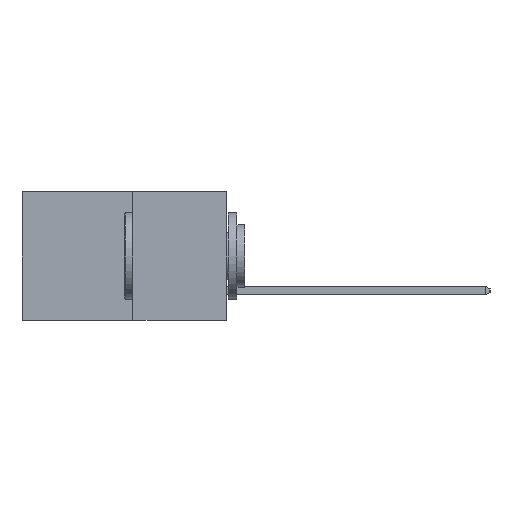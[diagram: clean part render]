
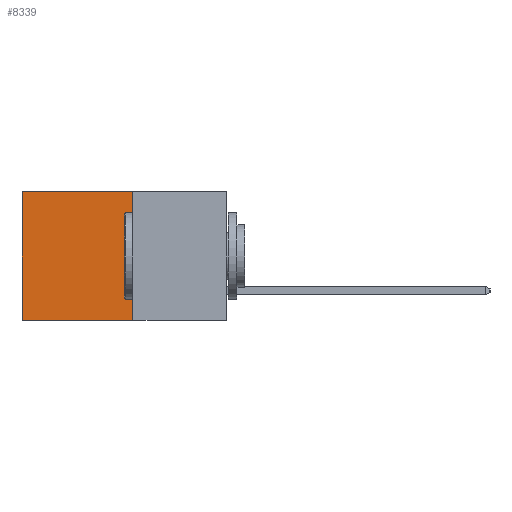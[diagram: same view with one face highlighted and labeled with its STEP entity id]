
A CAD part, left-side view. The second image highlights one B-rep face of the part: STEP entity #8339.
In plain terms, the highlighted planar face has unit normal (-1, 0, 0).
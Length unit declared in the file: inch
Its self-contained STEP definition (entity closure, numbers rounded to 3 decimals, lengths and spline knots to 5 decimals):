
#66 = VERTEX_POINT ( 'NONE', #2229 ) ;
#1001 = FACE_OUTER_BOUND ( 'NONE', #9368, .T. ) ;
#1162 = DIRECTION ( 'NONE',  ( 0., 0., -1. ) ) ;
#1523 = ORIENTED_EDGE ( 'NONE', *, *, #5758, .T. ) ;
#2014 = ORIENTED_EDGE ( 'NONE', *, *, #9288, .F. ) ;
#2206 = PLANE ( 'NONE',  #7424 ) ;
#2229 = CARTESIAN_POINT ( 'NONE',  ( 0.277, 0.59, 0. ) ) ;
#2702 = EDGE_CURVE ( 'NONE', #7026, #66, #9255, .T. ) ;
#3178 = VECTOR ( 'NONE', #7812, 39.37008 ) ;
#3658 = ORIENTED_EDGE ( 'NONE', *, *, #12289, .F. ) ;
#3669 = CARTESIAN_POINT ( 'NONE',  ( 0.277, 0.27, 0. ) ) ;
#3708 = CARTESIAN_POINT ( 'NONE',  ( 0.277, 0.59, -0.37 ) ) ;
#4189 = VECTOR ( 'NONE', #6383, 39.37008 ) ;
#4359 = CARTESIAN_POINT ( 'NONE',  ( 0.277, 0.27, -0.37 ) ) ;
#4530 = LINE ( 'NONE', #11329, #4189 ) ;
#4943 = LINE ( 'NONE', #6988, #10036 ) ;
#5353 = CARTESIAN_POINT ( 'NONE',  ( 0.277, 0.27, -0.37 ) ) ;
#5758 = EDGE_CURVE ( 'NONE', #66, #12709, #9343, .T. ) ;
#6248 = VECTOR ( 'NONE', #10462, 39.37008 ) ;
#6383 = DIRECTION ( 'NONE',  ( 0., 1., 0. ) ) ;
#6988 = CARTESIAN_POINT ( 'NONE',  ( 0.277, 0.27, -0.37 ) ) ;
#7026 = VERTEX_POINT ( 'NONE', #3669 ) ;
#7424 = AXIS2_PLACEMENT_3D ( 'NONE', #5353, #7446, #1162 ) ;
#7446 = DIRECTION ( 'NONE',  ( 1., 0., 0. ) ) ;
#7732 = VERTEX_POINT ( 'NONE', #4359 ) ;
#7812 = DIRECTION ( 'NONE',  ( 0., 0., -1. ) ) ;
#7989 = DIRECTION ( 'NONE',  ( 0., 0., -1. ) ) ;
#8339 = ADVANCED_FACE ( 'NONE', ( #1001 ), #2206, .F. ) ;
#8872 = ORIENTED_EDGE ( 'NONE', *, *, #2702, .T. ) ;
#9255 = LINE ( 'NONE', #12501, #6248 ) ;
#9288 = EDGE_CURVE ( 'NONE', #7026, #7732, #4943, .T. ) ;
#9343 = LINE ( 'NONE', #3708, #3178 ) ;
#9368 = EDGE_LOOP ( 'NONE', ( #1523, #3658, #2014, #8872 ) ) ;
#10036 = VECTOR ( 'NONE', #7989, 39.37008 ) ;
#10462 = DIRECTION ( 'NONE',  ( 0., 1., 0. ) ) ;
#11329 = CARTESIAN_POINT ( 'NONE',  ( 0.277, 0.27, -0.37 ) ) ;
#12289 = EDGE_CURVE ( 'NONE', #7732, #12709, #4530, .T. ) ;
#12501 = CARTESIAN_POINT ( 'NONE',  ( 0.277, 0.27, 0. ) ) ;
#12709 = VERTEX_POINT ( 'NONE', #12878 ) ;
#12878 = CARTESIAN_POINT ( 'NONE',  ( 0.277, 0.59, -0.37 ) ) ;
